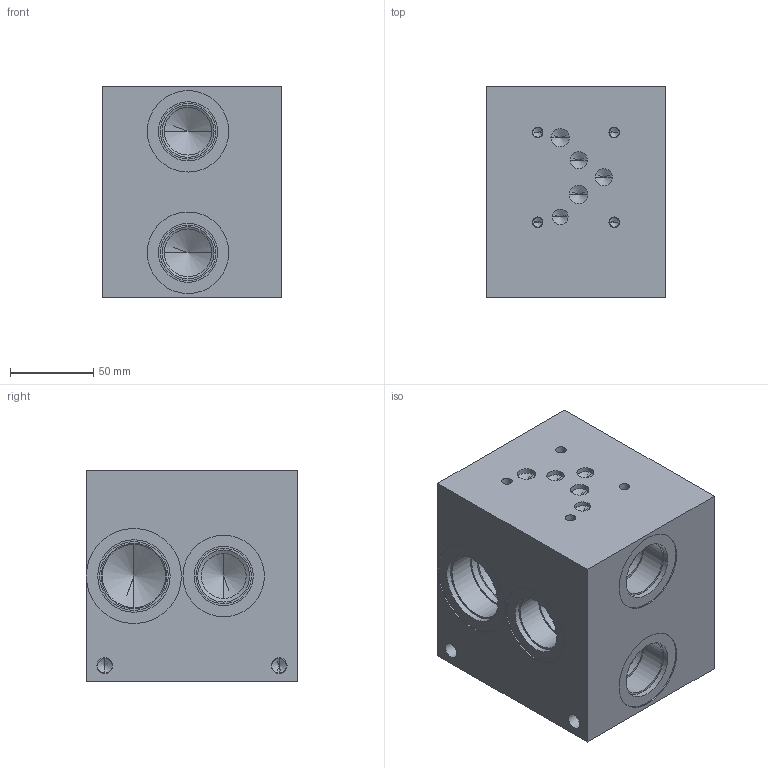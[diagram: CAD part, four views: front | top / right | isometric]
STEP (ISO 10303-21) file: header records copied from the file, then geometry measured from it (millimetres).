
FILE_DESCRIPTION((''),'2;1');
FILE_NAME('AD05JP013S.stp','2009-06-16T10:49:14',('juliea'),(''),'Autodesk Inventor 2009','Autodesk Inventor 2009','');
FILE_SCHEMA(('AUTOMOTIVE_DESIGN { 1 0 10303 214 1 1 1 1 }'));
Length unit declared in the file: millimetre
Products named in the file (1): AD05JP013S
Bounding box: 107.95 x 127 x 127 mm (x, y, z)
Volume: 1456652.1 mm3; surface area: 122667.2 mm2
Topology: 1 solids, 1 shells, 127 faces, 270 edges, 150 vertices
Faces by surface type: cylinder 51, cone 44, plane 32
Full cylindrical faces by diameter (mm): 5.791 x4, 6.35 x4, 8.814 x4, 9.525 x5, 10.312 x2, 11.125 x2, 27 x2, 28.575 x2, 31.267 x4, 33.337 x4, 35.509 x4, 38.1 x2, 39.218 x2, 41.275 x2, 43.51 x2, 48.971 x4, 57.15 x2
Entity records: 2868 total; most frequent: DIRECTION 548, CARTESIAN_POINT 447, ORIENTED_EDGE 342, AXIS2_PLACEMENT_3D 249, EDGE_LOOP 229, EDGE_CURVE 171, VERTEX_POINT 148, FACE_OUTER_BOUND 127
